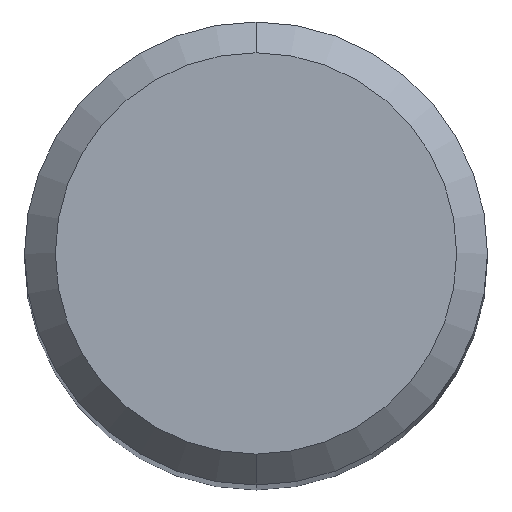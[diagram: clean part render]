
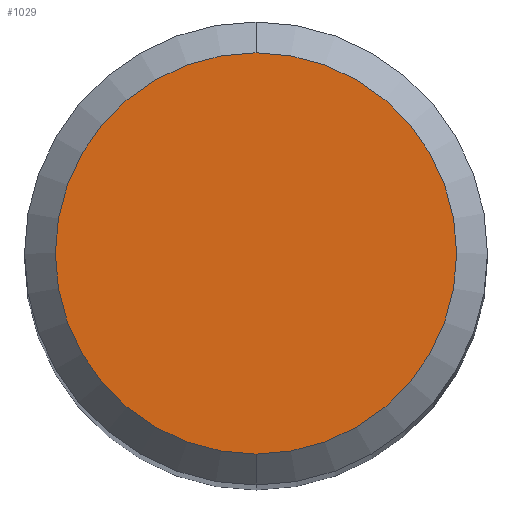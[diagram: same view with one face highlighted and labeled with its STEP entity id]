
A CAD part, top view. The second image highlights one B-rep face of the part: STEP entity #1029.
In plain terms, the highlighted planar face has unit normal (0, 0, 1).
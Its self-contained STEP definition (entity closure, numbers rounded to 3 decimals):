
#771=EDGE_CURVE('',#881,#819,#1737,.T.);
#819=VERTEX_POINT('',#1791);
#881=VERTEX_POINT('',#1857);
#991=EDGE_CURVE('',#819,#881,#1973,.T.);
#1029=ADVANCED_FACE('',(#2015),#2016,.T.);
#1737=CIRCLE('',#5882,2.6);
#1791=CARTESIAN_POINT('',(0.0,2.6,0.0));
#1857=CARTESIAN_POINT('',(0.,-2.6,0.0));
#1973=CIRCLE('',#7963,2.6);
#2015=FACE_OUTER_BOUND('',#8418,.T.);
#2016=PLANE('',#8419);
#5882=AXIS2_PLACEMENT_3D('',#13646,#13647,#13648);
#7963=AXIS2_PLACEMENT_3D('',#13857,#13858,#13859);
#8418=EDGE_LOOP('',(#13918,#13919));
#8419=AXIS2_PLACEMENT_3D('',#13920,#13921,#13922);
#13646=CARTESIAN_POINT('',(0.0,0.0,0.0));
#13647=DIRECTION('',(0.0,0.0,-1.0));
#13648=DIRECTION('',(0.0,1.0,0.0));
#13857=CARTESIAN_POINT('',(0.0,0.0,0.0));
#13858=DIRECTION('',(0.0,0.0,-1.0));
#13859=DIRECTION('',(0.0,1.0,0.0));
#13918=ORIENTED_EDGE('',*,*,#991,.F.);
#13919=ORIENTED_EDGE('',*,*,#771,.F.);
#13920=CARTESIAN_POINT('',(0.0,1.3,0.0));
#13921=DIRECTION('',(-0.0,0.0,1.0));
#13922=DIRECTION('',(0.0,-1.0,0.0));
